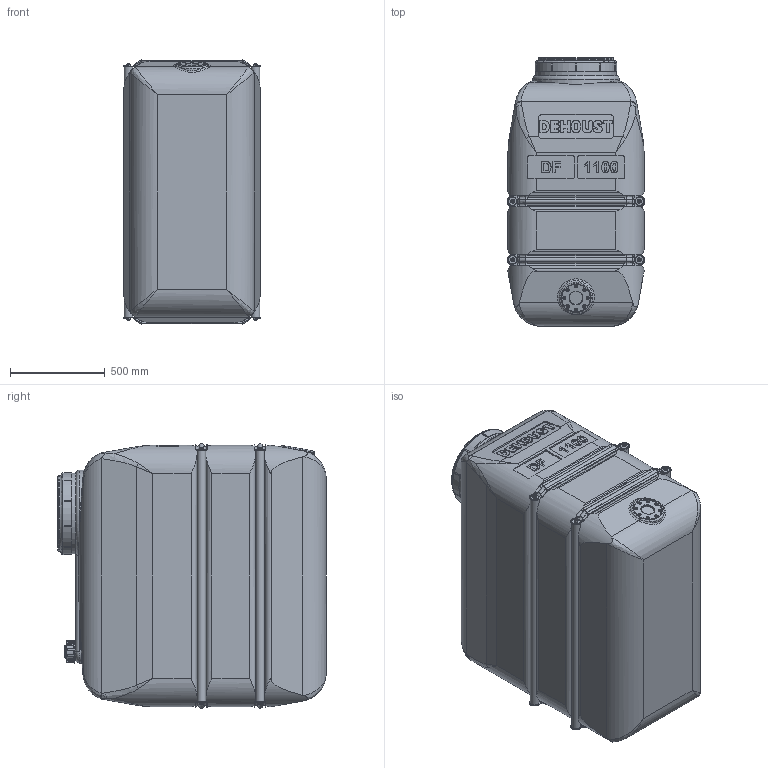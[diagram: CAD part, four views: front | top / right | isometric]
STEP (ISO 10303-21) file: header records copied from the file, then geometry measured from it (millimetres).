
FILE_DESCRIPTION(/* description */ (''),/* implementation_level */ '2;1');
FILE_NAME(/* name */ 'DF-1100.stp',/* time_stamp */ '2016-02-11T15:12:07+01:00',/* author */ ('sk'),/* organization */ (''),/* preprocessor_version */ 'ST-DEVELOPER v15.2',/* originating_system */ 'Autodesk Inventor 2014',/* authorisation */ '');
FILE_SCHEMA (('CONFIG_CONTROL_DESIGN'));
Products named in the file (1): DF-1100
Bounding box: 727 x 1419.5 x 1399.75 mm (x, y, z)
Volume: 1205139839 mm3; surface area: 9128900.6 mm2
Topology: 12 solids, 17 shells, 1351 faces, 3438 edges, 2189 vertices
Faces by surface type: plane 537, cylinder 371, bspline 262, cone 93, torus 82, sphere 6
Full cylindrical faces by diameter (mm): 7 x8, 8 x8, 11.053 x8, 12 x16, 17.2 x8, 44 x4, 46 x4, 56 x1, 56.656 x1, 58.5 x1, 61 x1, 64 x1, 65 x1, 66 x1, 70 x1, 73 x1, 76 x1, 83.5 x1, 85 x1, 86 x1, 99.5 x4, 102 x1, 120 x1, 154 x1, 362.022 x1, 366.022 x1, 395 x1, 399 x1, 428 x1
Entity records: 50441 total; most frequent: CARTESIAN_POINT 18628, ORIENTED_EDGE 6538, DIRECTION 5840, EDGE_CURVE 3237, AXIS2_PLACEMENT_3D 2170, VERTEX_POINT 2144, EDGE_LOOP 1611, LINE 1500
